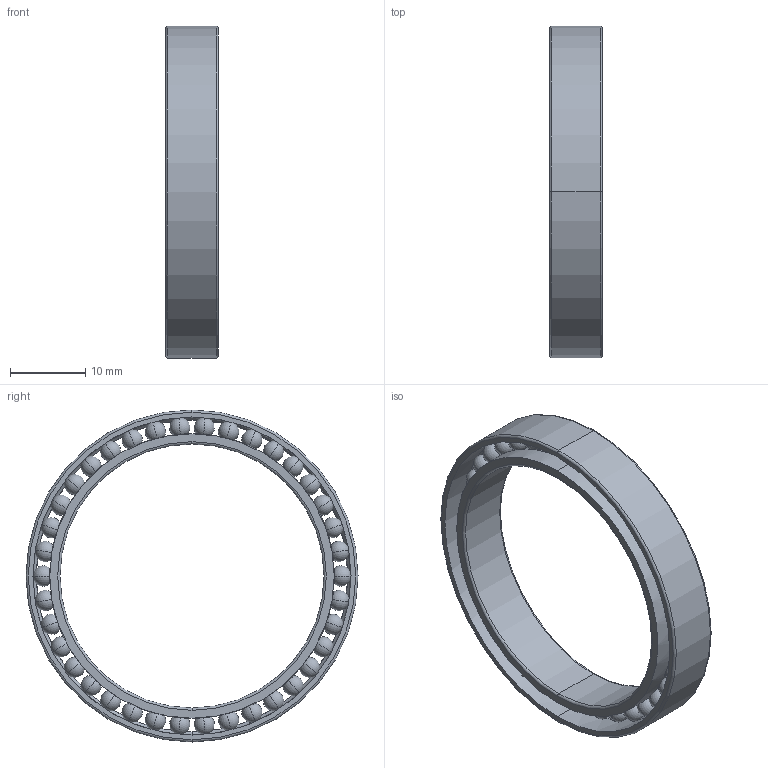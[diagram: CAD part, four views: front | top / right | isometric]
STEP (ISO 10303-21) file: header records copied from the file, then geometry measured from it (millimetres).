
FILE_DESCRIPTION (( 'STEP AP203' ), '1' );
FILE_NAME ('ISO 15 ABB - 3735 - 38-DE-NC-38_68_ISO 15 ABB - 3735 - 38-DE-NC-38_68_sldprt.STEP', '2018-07-08T08:08:43', ( '' ), ( '' ), 'SwSTEP 2.0', 'SolidWorks 2014', '' );
FILE_SCHEMA (( 'CONFIG_CONTROL_DESIGN' ));
Length unit declared in the file: millimetre
Products named in the file (1): ISO 15 ABB - 3735 - 38-DE-NC-38_68_ISO 15 ABB - 3735 - 38-DE-NC-38_68_sldprt
Bounding box: 7 x 44 x 44 mm (x, y, z)
Volume: 2286.5 mm3; surface area: 4771.1 mm2
Topology: 1 solids, 1 shells, 178 faces, 966 edges, 640 vertices
Faces by surface type: torus 86, sphere 76, cylinder 12, plane 4
Entity records: 10057 total; most frequent: CARTESIAN_POINT 3837, ORIENTED_EDGE 1628, DIRECTION 1062, EDGE_CURVE 814, VERTEX_POINT 564, AXIS2_PLACEMENT_3D 525, B_SPLINE_CURVE_WITH_KNOTS 456, CIRCLE 346
